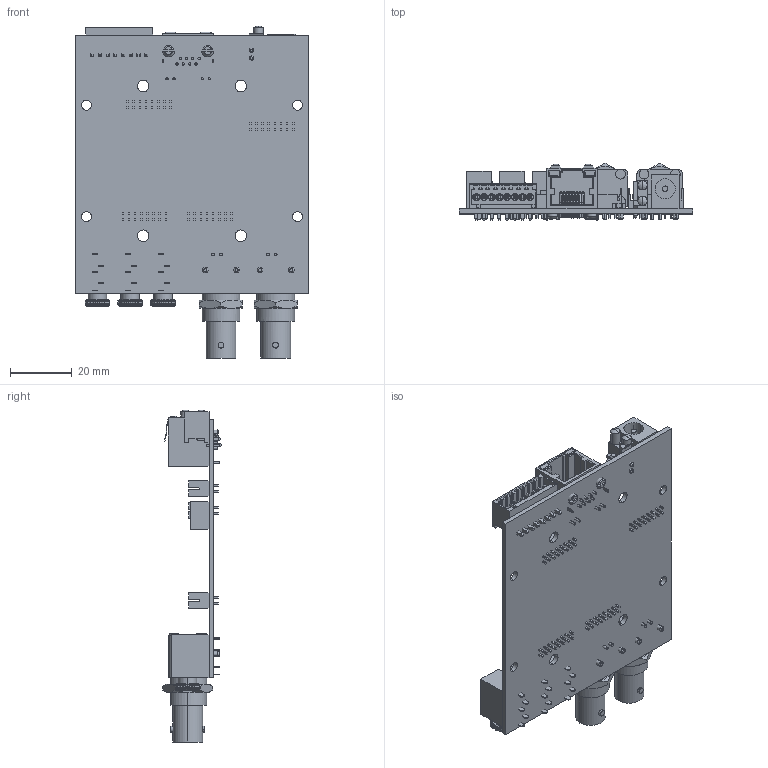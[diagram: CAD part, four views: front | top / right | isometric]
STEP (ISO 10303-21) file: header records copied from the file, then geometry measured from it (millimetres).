
FILE_DESCRIPTION (( 'STEP AP214' ), '1' );
FILE_NAME ('2453.STEP', '2019-05-07T00:11:18', ( '' ), ( '' ), 'SwSTEP 2.0', 'SolidWorks 2012', '' );
FILE_SCHEMA (( 'AUTOMOTIVE_DESIGN' ));
Length unit declared in the file: inch
Products named in the file (10): HDR-2mm_16 Pin; MC-0.5-G-2.5_8; Tactile switch_901; Jack_CP-102a; RJ45-RA-LED; STEREOJACK; BNC_metal body; 2453_No Slots (Rev D); 2453; 3MM_2UP
Assembly tree (15 placements, depth 2):
  2453
    2453_No Slots (Rev D)
    BNC_metal body  x2
    STEREOJACK  x3
    RJ45-RA-LED
    Jack_CP-102a
    Tactile switch_901
    MC-0.5-G-2.5_8
    HDR-2mm_16 Pin  x4
    3MM_2UP
Bounding box: 75.95 x 18.9 x 107.82 mm (x, y, z)
Volume: 27933.1 mm3; surface area: 33946.6 mm2
Topology: 33 solids, 33 shells, 2289 faces, 5749 edges, 3743 vertices
Faces by surface type: plane 1664, cylinder 441, cone 78, torus 60, bspline 46
Entity records: 43284 total; most frequent: CARTESIAN_POINT 7850, ORIENTED_EDGE 6114, DIRECTION 5825, EDGE_CURVE 3057, VECTOR 2109, LINE 2109, VERTEX_POINT 1961, AXIS2_PLACEMENT_3D 1858
